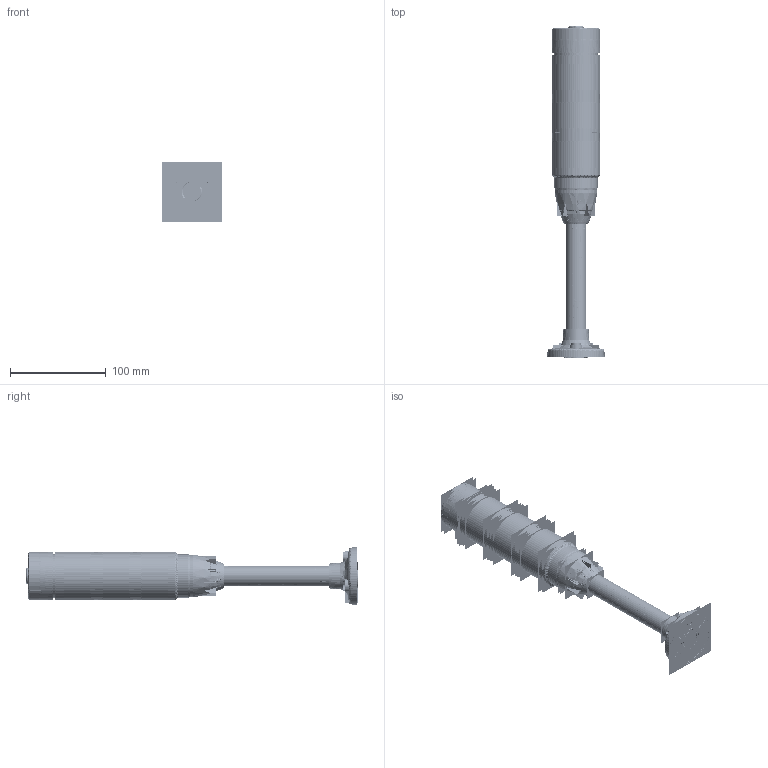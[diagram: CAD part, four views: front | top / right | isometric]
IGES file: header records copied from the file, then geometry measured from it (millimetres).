
Start section:  PTC IGES file: 212228.igs
Global section: file name: 212228.igs; native system: Creo Parametric by PTC Inc.; preprocessor: 2018300; author: pdmadmin; organization: Unknown; date: 20190529.070616; units: millimetre
Bounding box: 62.4 x 346.72 x 62.44 mm (x, y, z)
Volume: 156388.3 mm3; surface area: 1333731.9 mm2
Topology: 15 solids, 15 shells, 4618 faces, 23636 edges, 29845 vertices
Faces by surface type: revolution 2422, bspline 2196
